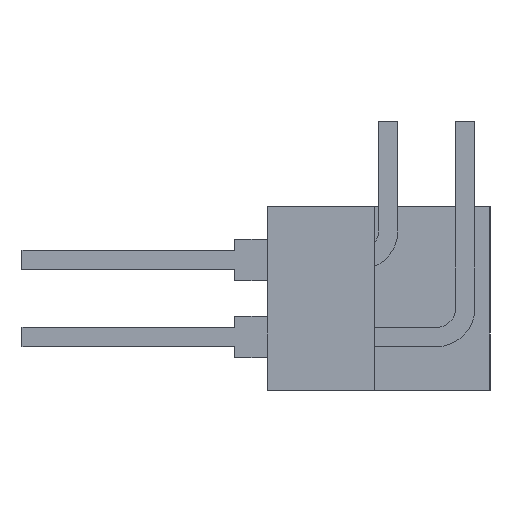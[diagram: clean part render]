
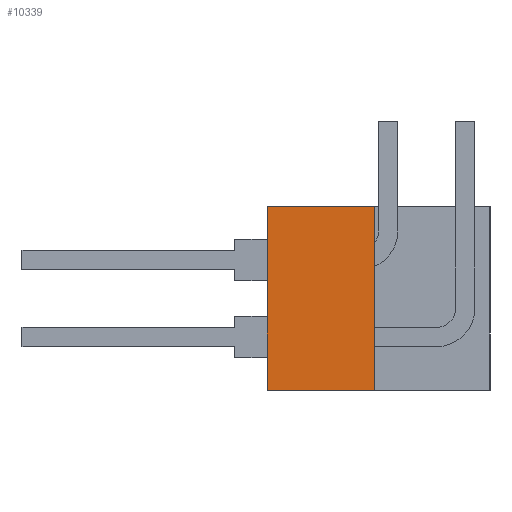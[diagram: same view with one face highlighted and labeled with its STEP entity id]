
A CAD part, left-side view. The second image highlights one B-rep face of the part: STEP entity #10339.
In plain terms, the highlighted planar face has unit normal (-1, 0, 0).
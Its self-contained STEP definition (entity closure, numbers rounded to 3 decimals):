
#133=FACE_OUTER_BOUND('',#725,.T.);
#725=EDGE_LOOP('',(#7135,#7136,#7137,#7138));
#1284=LINE('',#14107,#2768);
#1409=LINE('',#14372,#2893);
#1584=LINE('',#14706,#3068);
#1633=LINE('',#14804,#3117);
#2768=VECTOR('',#11464,3.531);
#2893=VECTOR('',#11621,6.045);
#3068=VECTOR('',#11800,3.531);
#3117=VECTOR('',#11881,6.045);
#4251=VERTEX_POINT('',#14103);
#4253=VERTEX_POINT('',#14106);
#4377=VERTEX_POINT('',#14370);
#4534=VERTEX_POINT('',#14704);
#5252=EDGE_CURVE('',#4253,#4251,#1284,.T.);
#5377=EDGE_CURVE('',#4251,#4377,#1409,.T.);
#5552=EDGE_CURVE('',#4534,#4377,#1584,.T.);
#5601=EDGE_CURVE('',#4253,#4534,#1633,.T.);
#7135=ORIENTED_EDGE('',*,*,#5252,.T.);
#7136=ORIENTED_EDGE('',*,*,#5377,.T.);
#7137=ORIENTED_EDGE('',*,*,#5552,.F.);
#7138=ORIENTED_EDGE('',*,*,#5601,.F.);
#9785=PLANE('',#10915);
#10339=ADVANCED_FACE('',(#133),#9785,.T.);
#10915=AXIS2_PLACEMENT_3D('',#14803,#11879,#11880);
#11464=DIRECTION('',(0.,1.,0.));
#11621=DIRECTION('',(0.,0.,-1.));
#11800=DIRECTION('',(0.,1.,0.));
#11879=DIRECTION('center_axis',(-1.,0.,0.));
#11880=DIRECTION('ref_axis',(0.,1.,0.));
#11881=DIRECTION('',(0.,0.,-1.));
#14103=CARTESIAN_POINT('',(-36.627,6.528,-2.794));
#14106=CARTESIAN_POINT('',(-36.627,2.997,-2.794));
#14107=CARTESIAN_POINT('',(-36.627,2.997,-2.794));
#14370=CARTESIAN_POINT('',(-36.627,6.528,-8.839));
#14372=CARTESIAN_POINT('',(-36.627,6.528,-2.794));
#14704=CARTESIAN_POINT('',(-36.627,2.997,-8.839));
#14706=CARTESIAN_POINT('',(-36.627,2.997,-8.839));
#14803=CARTESIAN_POINT('Origin',(-36.627,2.997,-2.794));
#14804=CARTESIAN_POINT('',(-36.627,2.997,-2.794));
